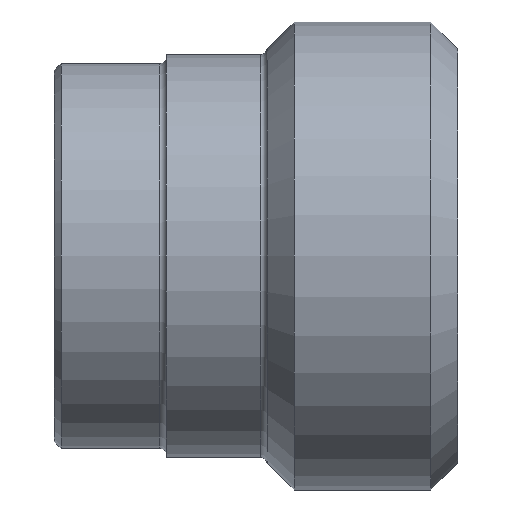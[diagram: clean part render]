
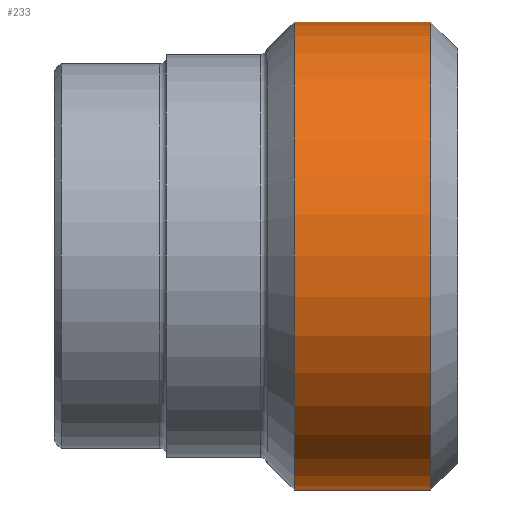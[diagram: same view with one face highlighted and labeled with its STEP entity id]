
A CAD part, front view. The second image highlights one B-rep face of the part: STEP entity #233.
In plain terms, the highlighted cylindrical face has radius 10.45 mm (diameter 20.9 mm), a full revolution.
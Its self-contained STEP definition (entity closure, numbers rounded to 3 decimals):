
#26=CYLINDRICAL_SURFACE('',#288,10.45);
#39=FACE_OUTER_BOUND('',#56,.T.);
#56=EDGE_LOOP('',(#205,#206,#207,#208,#209,#210));
#65=LINE('',#442,#74);
#74=VECTOR('',#373,10.45);
#95=CIRCLE('',#286,10.45);
#96=CIRCLE('',#287,10.45);
#97=CIRCLE('',#289,10.45);
#98=CIRCLE('',#290,10.45);
#116=VERTEX_POINT('',#432);
#117=VERTEX_POINT('',#433);
#118=VERTEX_POINT('',#438);
#119=VERTEX_POINT('',#439);
#145=EDGE_CURVE('',#116,#117,#95,.T.);
#146=EDGE_CURVE('',#117,#116,#96,.T.);
#148=EDGE_CURVE('',#118,#119,#97,.T.);
#149=EDGE_CURVE('',#119,#118,#98,.T.);
#150=EDGE_CURVE('',#119,#117,#65,.T.);
#205=ORIENTED_EDGE('',*,*,#148,.F.);
#206=ORIENTED_EDGE('',*,*,#149,.F.);
#207=ORIENTED_EDGE('',*,*,#150,.T.);
#208=ORIENTED_EDGE('',*,*,#145,.F.);
#209=ORIENTED_EDGE('',*,*,#146,.F.);
#210=ORIENTED_EDGE('',*,*,#150,.F.);
#233=ADVANCED_FACE('',(#39),#26,.T.);
#286=AXIS2_PLACEMENT_3D('',#434,#362,#363);
#287=AXIS2_PLACEMENT_3D('',#435,#364,#365);
#288=AXIS2_PLACEMENT_3D('',#437,#367,#368);
#289=AXIS2_PLACEMENT_3D('',#440,#369,#370);
#290=AXIS2_PLACEMENT_3D('',#441,#371,#372);
#362=DIRECTION('center_axis',(-1.,0.,0.));
#363=DIRECTION('ref_axis',(0.,-1.,0.));
#364=DIRECTION('center_axis',(-1.,0.,0.));
#365=DIRECTION('ref_axis',(0.,-1.,0.));
#367=DIRECTION('center_axis',(1.,0.,0.));
#368=DIRECTION('ref_axis',(0.,1.,0.));
#369=DIRECTION('center_axis',(1.,0.,0.));
#370=DIRECTION('ref_axis',(0.,-1.,0.));
#371=DIRECTION('center_axis',(1.,0.,0.));
#372=DIRECTION('ref_axis',(0.,-1.,0.));
#373=DIRECTION('',(-1.,0.,0.));
#432=CARTESIAN_POINT('',(-7.3,10.45,0.));
#433=CARTESIAN_POINT('',(-7.3,-10.45,0.));
#434=CARTESIAN_POINT('Origin',(-7.3,0.,0.));
#435=CARTESIAN_POINT('Origin',(-7.3,0.,0.));
#437=CARTESIAN_POINT('Origin',(-4.25,0.,0.));
#438=CARTESIAN_POINT('',(-1.2,10.45,0.));
#439=CARTESIAN_POINT('',(-1.2,-10.45,0.));
#440=CARTESIAN_POINT('Origin',(-1.2,0.,0.));
#441=CARTESIAN_POINT('Origin',(-1.2,0.,0.));
#442=CARTESIAN_POINT('',(-4.25,-10.45,0.));
